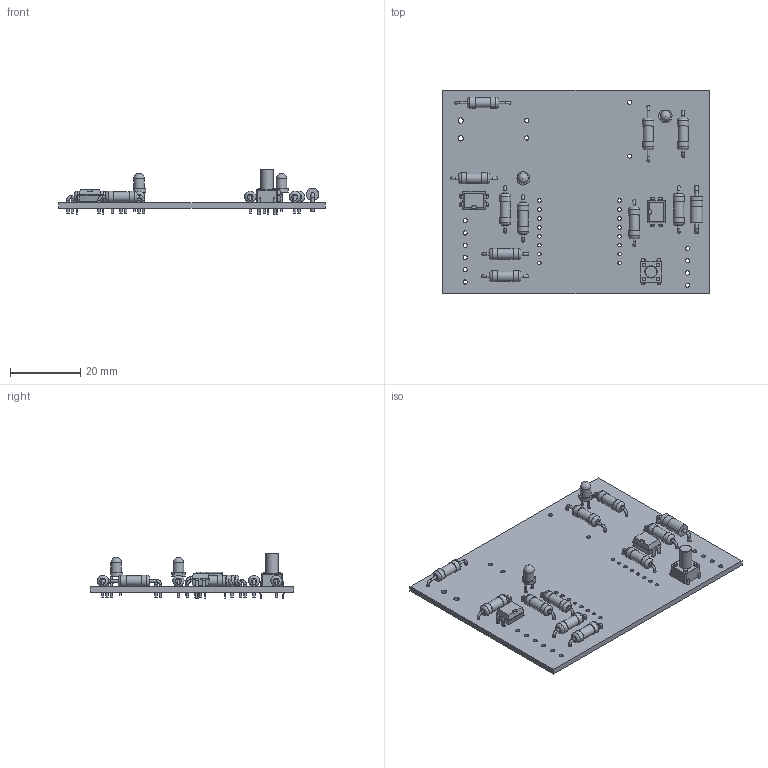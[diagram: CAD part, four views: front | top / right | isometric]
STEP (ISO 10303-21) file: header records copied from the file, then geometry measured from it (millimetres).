
FILE_DESCRIPTION(('KiCad electronic assembly'),'2;1');
FILE_NAME('controller_water_ballon_linky_connected.step', '2020-09-08T19:27:14',('An Author'),('A Company'), 'Open CASCADE STEP processor 6.9','KiCad to STEP converter','Unknown' );
FILE_SCHEMA(('AUTOMOTIVE_DESIGN { 1 0 10303 214 1 1 1 1 }'));
Length unit declared in the file: millimetre
Products named in the file (14): Open CASCADE STEP translator 6.9 1; D_DO-15_P12.70mm_Horizontal; SOLID; R_Axial_DIN0309_L9.0mm_D3.2mm_P15.24mm_Horizontal; R_Axial_DIN0309_L9.0mm_D3.2mm_P12.70mm_Horizontal; DIP-4_W7.62mm; LED_D3.0mm; SW_PUSH_6mm_H9.5mm; COMPOUND
Assembly tree (23 placements, depth 3):
  Open CASCADE STEP translator 6.9 1
    D_DO-15_P12.70mm_Horizontal
      SOLID
    R_Axial_DIN0309_L9.0mm_D3.2mm_P15.24mm_Horizontal  x2
      SOLID
    R_Axial_DIN0309_L9.0mm_D3.2mm_P12.70mm_Horizontal  x8
      SOLID
    DIP-4_W7.62mm  x2
      SOLID
    LED_D3.0mm  x2
      SOLID
    SW_PUSH_6mm_H9.5mm
      SOLID
    COMPOUND
Bounding box: 76 x 58 x 13 mm (x, y, z)
Volume: 8187.8 mm3; surface area: 11635.3 mm2
Topology: 17 solids, 17 shells, 558 faces, 1282 edges, 809 vertices
Faces by surface type: plane 271, cylinder 210, torus 43, bspline 32, sphere 2
Full cylindrical faces by diameter (mm): 0.7 x40, 0.8 x28, 0.9 x8, 1 x4, 1.016 x16, 1.1 x4, 1.2 x16, 1.52 x2, 2.88 x10, 3 x2, 3.2 x20, 3.5 x1, 3.6 x2, 3.62 x1
Entity records: 24596 total; most frequent: CARTESIAN_POINT 5888, DIRECTION 3162, LINE 1820, VECTOR 1820, ORIENTED_EDGE 1644, PCURVE 1644, DEFINITIONAL_REPRESENTATION 1644, EDGE_CURVE 822
